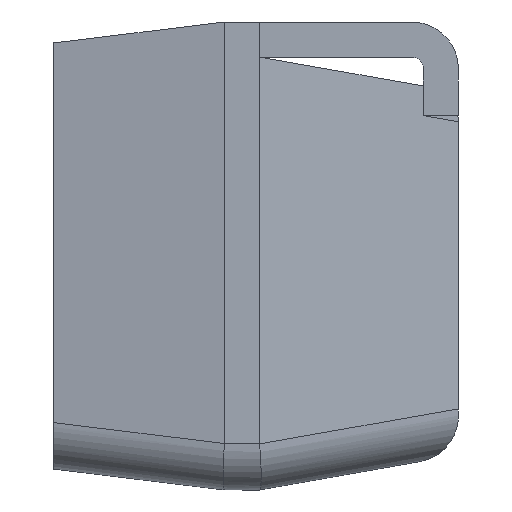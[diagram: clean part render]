
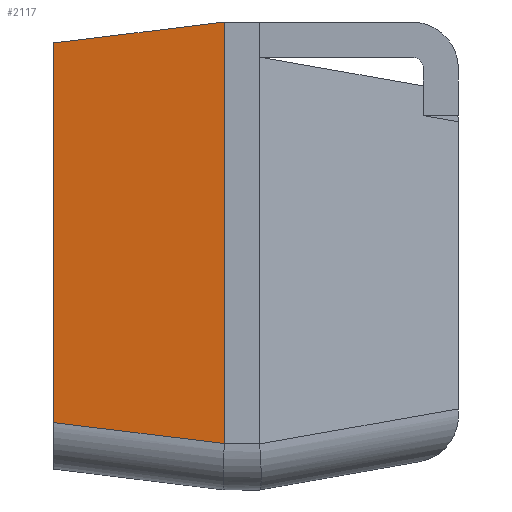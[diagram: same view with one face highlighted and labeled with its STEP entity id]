
A CAD part, left-side view. The second image highlights one B-rep face of the part: STEP entity #2117.
In plain terms, the highlighted planar face has unit normal (-0.993, 0.122, 0).
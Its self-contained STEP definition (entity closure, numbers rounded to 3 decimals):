
#62 = CARTESIAN_POINT ( 'NONE',  ( -1.9, 1.73, 1. ) ) ;
#150 = ORIENTED_EDGE ( 'NONE', *, *, #1068, .F. ) ;
#199 = VERTEX_POINT ( 'NONE', #568 ) ;
#235 = EDGE_CURVE ( 'NONE', #717, #1989, #2762, .T. ) ;
#241 = LINE ( 'NONE', #1933, #2575 ) ;
#284 = VERTEX_POINT ( 'NONE', #1681 ) ;
#358 = EDGE_CURVE ( 'NONE', #717, #284, #2174, .T. ) ;
#394 = ORIENTED_EDGE ( 'NONE', *, *, #1374, .T. ) ;
#420 = ORIENTED_EDGE ( 'NONE', *, *, #235, .T. ) ;
#481 = DIRECTION ( 'NONE',  ( 0., 0., 1. ) ) ;
#516 = CARTESIAN_POINT ( 'NONE',  ( -1.9, 1.73, -0.712 ) ) ;
#559 = DIRECTION ( 'NONE',  ( 0.121, 0.985, -0.121 ) ) ;
#568 = CARTESIAN_POINT ( 'NONE',  ( -1.99, 1., -0.8 ) ) ;
#687 = PLANE ( 'NONE',  #1202 ) ;
#717 = VERTEX_POINT ( 'NONE', #516 ) ;
#905 = CARTESIAN_POINT ( 'NONE',  ( -1.99, 1., -0.8 ) ) ;
#1032 = DIRECTION ( 'NONE',  ( -0.121, -0.985, -0.121 ) ) ;
#1037 = VERTEX_POINT ( 'NONE', #2619 ) ;
#1068 = EDGE_CURVE ( 'NONE', #1037, #199, #1979, .T. ) ;
#1078 = ORIENTED_EDGE ( 'NONE', *, *, #358, .F. ) ;
#1082 = CARTESIAN_POINT ( 'NONE',  ( -1.875, 1.934, -0.687 ) ) ;
#1149 = CARTESIAN_POINT ( 'NONE',  ( -1.99, 1., -0.8 ) ) ;
#1202 = AXIS2_PLACEMENT_3D ( 'NONE', #1545, #2414, #481 ) ;
#1284 = CARTESIAN_POINT ( 'NONE',  ( -1.99, 1., -0.801 ) ) ;
#1301 = VECTOR ( 'NONE', #1302, 1000. ) ;
#1302 = DIRECTION ( 'NONE',  ( 0., 0., -1. ) ) ;
#1348 = EDGE_CURVE ( 'NONE', #1037, #284, #241, .T. ) ;
#1374 = EDGE_CURVE ( 'NONE', #1989, #199, #1608, .T. ) ;
#1418 = CARTESIAN_POINT ( 'NONE',  ( -1.99, 1., -0.801 ) ) ;
#1545 = CARTESIAN_POINT ( 'NONE',  ( -1.9, 1.73, 1. ) ) ;
#1585 = VECTOR ( 'NONE', #2449, 1000. ) ;
#1608 =( BOUNDED_CURVE ( )  B_SPLINE_CURVE ( 3, ( #1418, #2075, #1149, #905 ),
 .UNSPECIFIED., .F., .T. ) 
 B_SPLINE_CURVE_WITH_KNOTS ( ( 4, 4 ),
 ( 3.134, 3.142 ),
 .UNSPECIFIED. ) 
 CURVE ( )  GEOMETRIC_REPRESENTATION_ITEM ( )  RATIONAL_B_SPLINE_CURVE ( ( 1., 1., 1., 1. ) ) 
 REPRESENTATION_ITEM ( '' )  );
#1650 = EDGE_LOOP ( 'NONE', ( #1078, #420, #394, #150, #2377 ) ) ;
#1681 = CARTESIAN_POINT ( 'NONE',  ( -1.9, 1.73, 0.91 ) ) ;
#1746 = VECTOR ( 'NONE', #1032, 1000. ) ;
#1760 = FACE_OUTER_BOUND ( 'NONE', #1650, .T. ) ;
#1794 = CARTESIAN_POINT ( 'NONE',  ( -1.99, 1., 0. ) ) ;
#1933 = CARTESIAN_POINT ( 'NONE',  ( -1.902, 1.719, 0.912 ) ) ;
#1979 = LINE ( 'NONE', #1794, #1301 ) ;
#1989 = VERTEX_POINT ( 'NONE', #1284 ) ;
#2075 = CARTESIAN_POINT ( 'NONE',  ( -1.99, 1., -0.801 ) ) ;
#2117 = ADVANCED_FACE ( 'NONE', ( #1760 ), #687, .F. ) ;
#2174 = LINE ( 'NONE', #62, #1585 ) ;
#2377 = ORIENTED_EDGE ( 'NONE', *, *, #1348, .T. ) ;
#2414 = DIRECTION ( 'NONE',  ( 0.993, -0.122, 0. ) ) ;
#2449 = DIRECTION ( 'NONE',  ( 0., 0., 1. ) ) ;
#2575 = VECTOR ( 'NONE', #559, 1000. ) ;
#2619 = CARTESIAN_POINT ( 'NONE',  ( -1.99, 1., 1. ) ) ;
#2762 = LINE ( 'NONE', #1082, #1746 ) ;
